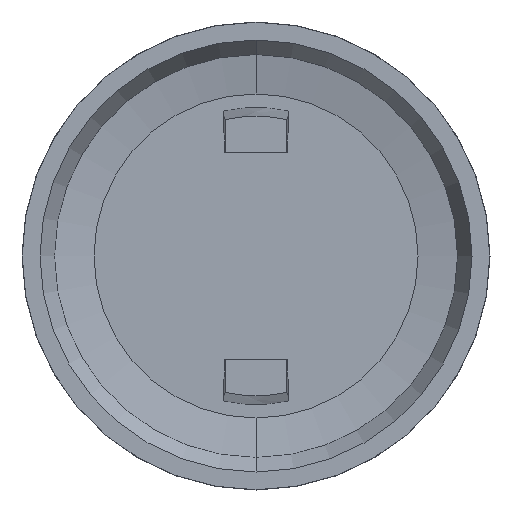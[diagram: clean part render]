
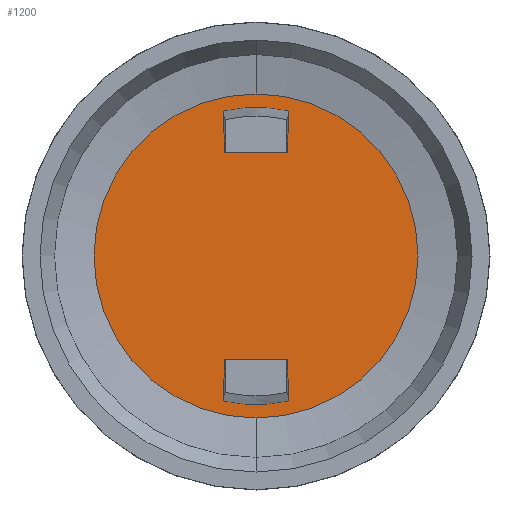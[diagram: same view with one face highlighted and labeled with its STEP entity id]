
A CAD part, front view. The second image highlights one B-rep face of the part: STEP entity #1200.
In plain terms, the highlighted planar face has unit normal (0, -1, 0).
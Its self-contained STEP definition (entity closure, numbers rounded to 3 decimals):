
#405=CARTESIAN_POINT('',(0.,39.,18.));
#406=DIRECTION('',(0.,1.,0.));
#407=DIRECTION('',(0.,0.,-1.));
#408=AXIS2_PLACEMENT_3D('',#405,#406,#407);
#413=CARTESIAN_POINT('',(0.,39.,18.));
#414=DIRECTION('',(0.,-1.,0.));
#415=DIRECTION('',(0.,0.,-1.));
#416=AXIS2_PLACEMENT_3D('',#413,#414,#415);
#421=DIRECTION('',(0.,0.,-1.));
#422=VECTOR('',#421,1.201);
#423=CARTESIAN_POINT('',(-1.8,39.,26.051));
#424=LINE('',#423,#422);
#428=DIRECTION('',(1.,0.,0.));
#429=VECTOR('',#428,3.6);
#430=CARTESIAN_POINT('',(-1.8,39.,24.85));
#431=LINE('',#430,#429);
#435=DIRECTION('',(0.,0.,-1.));
#436=VECTOR('',#435,1.201);
#437=CARTESIAN_POINT('',(1.8,39.,26.051));
#438=LINE('',#437,#436);
#442=DIRECTION('',(0.,0.,-1.));
#443=VECTOR('',#442,1.201);
#444=CARTESIAN_POINT('',(-1.8,39.,11.15));
#445=LINE('',#444,#443);
#449=DIRECTION('',(0.,0.,-1.));
#450=VECTOR('',#449,1.201);
#451=CARTESIAN_POINT('',(1.8,39.,11.15));
#452=LINE('',#451,#450);
#456=DIRECTION('',(1.,0.,0.));
#457=VECTOR('',#456,3.6);
#458=CARTESIAN_POINT('',(-1.8,39.,11.15));
#459=LINE('',#458,#457);
#463=CARTESIAN_POINT('',(0.,39.,18.));
#464=DIRECTION('',(0.,1.,0.));
#465=DIRECTION('',(0.218,0.,-0.976));
#466=AXIS2_PLACEMENT_3D('',#463,#464,#465);
#487=CARTESIAN_POINT('',(0.,39.,18.));
#488=DIRECTION('',(0.,1.,0.));
#489=DIRECTION('',(-0.218,0.,0.976));
#490=AXIS2_PLACEMENT_3D('',#487,#488,#489);
#495=CARTESIAN_POINT('',(-1.8,39.,26.051));
#538=CARTESIAN_POINT('',(-1.8,39.,9.949));
#571=CARTESIAN_POINT('',(1.8,39.,9.949));
#614=CARTESIAN_POINT('',(1.8,39.,26.051));
#689=CARTESIAN_POINT('',(0.,39.,9.));
#691=VERTEX_POINT('',#689);
#695=CARTESIAN_POINT('',(0.,39.,27.));
#697=VERTEX_POINT('',#695);
#733=CARTESIAN_POINT('',(-1.8,39.,24.85));
#734=VERTEX_POINT('',#733);
#735=CARTESIAN_POINT('',(-1.8,39.,11.15));
#736=VERTEX_POINT('',#735);
#737=CARTESIAN_POINT('',(1.8,39.,24.85));
#738=VERTEX_POINT('',#737);
#739=CARTESIAN_POINT('',(1.8,39.,11.15));
#740=VERTEX_POINT('',#739);
#741=VERTEX_POINT('',#495);
#744=VERTEX_POINT('',#538);
#745=VERTEX_POINT('',#571);
#748=VERTEX_POINT('',#614);
#1171=CARTESIAN_POINT('',(0.,39.,18.));
#1172=DIRECTION('',(0.,-1.,0.));
#1173=DIRECTION('',(0.,0.,1.));
#1174=AXIS2_PLACEMENT_3D('',#1171,#1172,#1173);
#1175=PLANE('',#1174);
#1176=ORIENTED_EDGE('',*,*,#1153,.T.);
#1177=ORIENTED_EDGE('',*,*,#1164,.F.);
#1178=EDGE_LOOP('',(#1176,#1177));
#1179=FACE_OUTER_BOUND('',#1178,.F.);
#1181=ORIENTED_EDGE('',*,*,#1180,.F.);
#1183=ORIENTED_EDGE('',*,*,#1182,.T.);
#1185=ORIENTED_EDGE('',*,*,#1184,.T.);
#1187=ORIENTED_EDGE('',*,*,#1186,.F.);
#1188=EDGE_LOOP('',(#1181,#1183,#1185,#1187));
#1189=FACE_BOUND('',#1188,.F.);
#1191=ORIENTED_EDGE('',*,*,#1190,.T.);
#1193=ORIENTED_EDGE('',*,*,#1192,.F.);
#1195=ORIENTED_EDGE('',*,*,#1194,.F.);
#1197=ORIENTED_EDGE('',*,*,#1196,.F.);
#1198=EDGE_LOOP('',(#1191,#1193,#1195,#1197));
#1199=FACE_BOUND('',#1198,.F.);
#1200=ADVANCED_FACE('',(#1179,#1189,#1199),#1175,.T.);
#409=CIRCLE('',#408,9.);
#417=CIRCLE('',#416,9.);
#467=CIRCLE('',#466,8.25);
#491=CIRCLE('',#490,8.25);
#1153=EDGE_CURVE('',#691,#697,#409,.T.);
#1164=EDGE_CURVE('',#691,#697,#417,.T.);
#1180=EDGE_CURVE('',#741,#748,#491,.T.);
#1182=EDGE_CURVE('',#741,#734,#424,.T.);
#1184=EDGE_CURVE('',#734,#738,#431,.T.);
#1186=EDGE_CURVE('',#748,#738,#438,.T.);
#1190=EDGE_CURVE('',#736,#744,#445,.T.);
#1192=EDGE_CURVE('',#745,#744,#467,.T.);
#1194=EDGE_CURVE('',#740,#745,#452,.T.);
#1196=EDGE_CURVE('',#736,#740,#459,.T.);
